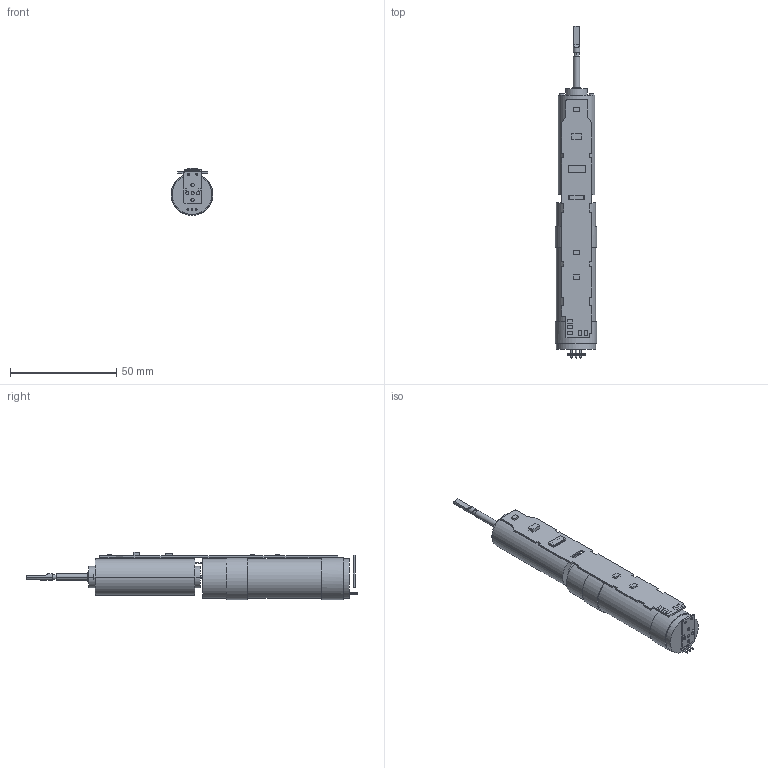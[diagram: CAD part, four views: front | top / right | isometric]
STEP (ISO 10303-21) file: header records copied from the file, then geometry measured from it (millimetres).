
FILE_DESCRIPTION((''),'2;1');
FILE_NAME('0-BZ_ASM_1_ASM','2024-04-02T',('DELL'),(''),'PRO/ENGINEER BY PARAMETRIC TECHNOLOGY CORPORATION, 2014000','PRO/ENGINEER BY PARAMETRIC TECHNOLOGY CORPORATION, 2014000','');
FILE_SCHEMA(('AUTOMOTIVE_DESIGN { 1 0 10303 214 1 1 1 1 }'));
Length unit declared in the file: millimetre
Products named in the file (8): YS-DJ_A_4_4; 0-PCB_1; MANIFOLD_SOLID_BREP_70790; MANIFOLD_SOLID_BREP_71184; MANIFOLD_SOLID_BREP_71578; 0-18650_3_ASM; 0-PCB-1_1; 0-BZ_ASM_1_ASM
Assembly tree (7 placements, depth 3):
  0-BZ_ASM_1_ASM
    YS-DJ_A_4_4
    0-PCB_1
    0-18650_3_ASM
      MANIFOLD_SOLID_BREP_70790
      MANIFOLD_SOLID_BREP_71184
      MANIFOLD_SOLID_BREP_71578
    0-PCB-1_1
Bounding box: 19.61 x 156 x 22.12 mm (x, y, z)
Volume: 32116.6 mm3; surface area: 14738.9 mm2
Topology: 6 solids, 6 shells, 226 faces, 576 edges, 390 vertices
Faces by surface type: plane 156, cylinder 68, bspline 2
Entity records: 8399 total; most frequent: CARTESIAN_POINT 1308, DIRECTION 1216, ORIENTED_EDGE 1152, EDGE_CURVE 576, VECTOR 416, LINE 416, AXIS2_PLACEMENT_3D 400, VERTEX_POINT 390
